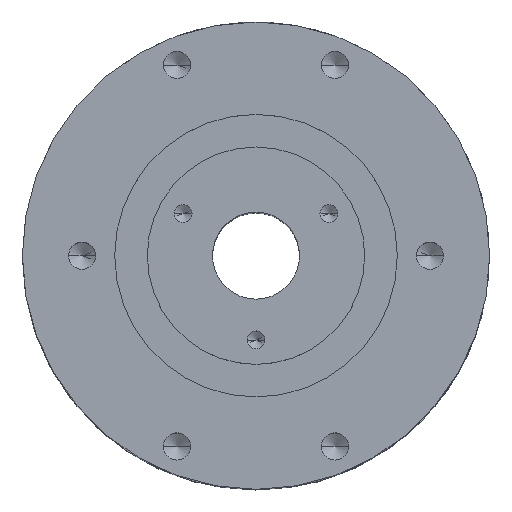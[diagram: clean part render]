
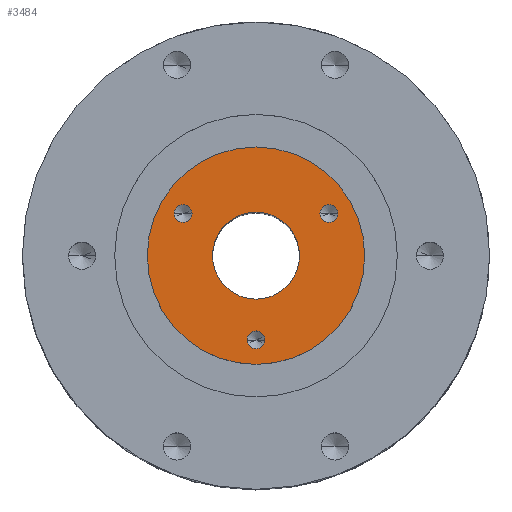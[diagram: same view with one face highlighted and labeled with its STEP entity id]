
A CAD part, top view. The second image highlights one B-rep face of the part: STEP entity #3484.
In plain terms, the highlighted planar face has unit normal (0, 0, 1).
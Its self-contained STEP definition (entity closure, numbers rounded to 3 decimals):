
#6 = EDGE_CURVE ( 'NONE', #1051, #785, #3037, .T. ) ;
#37 = FACE_BOUND ( 'NONE', #1092, .T. ) ;
#38 = CARTESIAN_POINT ( 'NONE',  ( 0., -15.5, 99. ) ) ;
#67 = CARTESIAN_POINT ( 'NONE',  ( -13.423, 7.75, 99. ) ) ;
#70 = ORIENTED_EDGE ( 'NONE', *, *, #2077, .T. ) ;
#173 = CARTESIAN_POINT ( 'NONE',  ( -13.423, 7.75, 99. ) ) ;
#207 = EDGE_LOOP ( 'NONE', ( #3493, #935 ) ) ;
#273 = CIRCLE ( 'NONE', #2920, 1.65 ) ;
#279 = AXIS2_PLACEMENT_3D ( 'NONE', #2973, #1334, #3248 ) ;
#303 = AXIS2_PLACEMENT_3D ( 'NONE', #67, #1969, #343 ) ;
#316 = DIRECTION ( 'NONE',  ( 1., 0., 0. ) ) ;
#319 = DIRECTION ( 'NONE',  ( 1., 0., 0. ) ) ;
#330 = CARTESIAN_POINT ( 'NONE',  ( 0., 0., 99. ) ) ;
#343 = DIRECTION ( 'NONE',  ( 1., 0., 0. ) ) ;
#347 = CARTESIAN_POINT ( 'NONE',  ( 11.773, 7.75, 99. ) ) ;
#356 = CARTESIAN_POINT ( 'NONE',  ( -20., 0., 99. ) ) ;
#379 = AXIS2_PLACEMENT_3D ( 'NONE', #38, #1945, #316 ) ;
#397 = AXIS2_PLACEMENT_3D ( 'NONE', #971, #2862, #1237 ) ;
#444 = DIRECTION ( 'NONE',  ( 1., 0., 0. ) ) ;
#446 = CARTESIAN_POINT ( 'NONE',  ( 13.423, 7.75, 99. ) ) ;
#594 = DIRECTION ( 'NONE',  ( 1., 0., 0. ) ) ;
#636 = CARTESIAN_POINT ( 'NONE',  ( 8., 0., 99. ) ) ;
#650 = EDGE_CURVE ( 'NONE', #1874, #961, #2941, .T. ) ;
#683 = CARTESIAN_POINT ( 'NONE',  ( -1.65, -15.5, 99. ) ) ;
#687 = VERTEX_POINT ( 'NONE', #1256 ) ;
#721 = DIRECTION ( 'NONE',  ( 1., 0., 0. ) ) ;
#765 = AXIS2_PLACEMENT_3D ( 'NONE', #446, #2341, #721 ) ;
#771 = FACE_BOUND ( 'NONE', #2752, .T. ) ;
#785 = VERTEX_POINT ( 'NONE', #1125 ) ;
#879 = ORIENTED_EDGE ( 'NONE', *, *, #2094, .F. ) ;
#883 = AXIS2_PLACEMENT_3D ( 'NONE', #1662, #1949, #319 ) ;
#932 = EDGE_CURVE ( 'NONE', #1198, #2292, #2529, .T. ) ;
#935 = ORIENTED_EDGE ( 'NONE', *, *, #1326, .T. ) ;
#961 = VERTEX_POINT ( 'NONE', #3381 ) ;
#971 = CARTESIAN_POINT ( 'NONE',  ( 13.423, 7.75, 99. ) ) ;
#1011 = VERTEX_POINT ( 'NONE', #1479 ) ;
#1051 = VERTEX_POINT ( 'NONE', #683 ) ;
#1079 = PLANE ( 'NONE',  #883 ) ;
#1092 = EDGE_LOOP ( 'NONE', ( #2624, #2540 ) ) ;
#1107 = DIRECTION ( 'NONE',  ( 0., 0., -1. ) ) ;
#1125 = CARTESIAN_POINT ( 'NONE',  ( 1.65, -15.5, 99. ) ) ;
#1147 = CARTESIAN_POINT ( 'NONE',  ( 0., -15.5, 99. ) ) ;
#1198 = VERTEX_POINT ( 'NONE', #2587 ) ;
#1237 = DIRECTION ( 'NONE',  ( 1., 0., 0. ) ) ;
#1256 = CARTESIAN_POINT ( 'NONE',  ( -8., 0., 99. ) ) ;
#1258 = EDGE_CURVE ( 'NONE', #1011, #2245, #2822, .T. ) ;
#1261 = AXIS2_PLACEMENT_3D ( 'NONE', #173, #2068, #444 ) ;
#1297 = AXIS2_PLACEMENT_3D ( 'NONE', #2718, #1107, #2997 ) ;
#1326 = EDGE_CURVE ( 'NONE', #2657, #687, #3474, .T. ) ;
#1330 = ORIENTED_EDGE ( 'NONE', *, *, #6, .F. ) ;
#1334 = DIRECTION ( 'NONE',  ( 0., 0., 1. ) ) ;
#1376 = DIRECTION ( 'NONE',  ( 0., 0., -1. ) ) ;
#1381 = FACE_BOUND ( 'NONE', #207, .T. ) ;
#1401 = DIRECTION ( 'NONE',  ( 1., 0., 0. ) ) ;
#1479 = CARTESIAN_POINT ( 'NONE',  ( 15.073, 7.75, 99. ) ) ;
#1662 = CARTESIAN_POINT ( 'NONE',  ( 0., 0., 99. ) ) ;
#1717 = CIRCLE ( 'NONE', #303, 1.65 ) ;
#1874 = VERTEX_POINT ( 'NONE', #2646 ) ;
#1945 = DIRECTION ( 'NONE',  ( 0., 0., 1. ) ) ;
#1949 = DIRECTION ( 'NONE',  ( 0., 0., 1. ) ) ;
#1969 = DIRECTION ( 'NONE',  ( 0., 0., 1. ) ) ;
#2036 = EDGE_CURVE ( 'NONE', #687, #2657, #2527, .T. ) ;
#2068 = DIRECTION ( 'NONE',  ( 0., 0., 1. ) ) ;
#2077 = EDGE_CURVE ( 'NONE', #2292, #1198, #2359, .T. ) ;
#2086 = EDGE_CURVE ( 'NONE', #785, #1051, #273, .T. ) ;
#2094 = EDGE_CURVE ( 'NONE', #961, #1874, #1717, .T. ) ;
#2127 = FACE_OUTER_BOUND ( 'NONE', #2576, .T. ) ;
#2222 = DIRECTION ( 'NONE',  ( 0., 0., 1. ) ) ;
#2245 = VERTEX_POINT ( 'NONE', #347 ) ;
#2292 = VERTEX_POINT ( 'NONE', #356 ) ;
#2341 = DIRECTION ( 'NONE',  ( 0., 0., 1. ) ) ;
#2359 = CIRCLE ( 'NONE', #3470, 20. ) ;
#2527 = CIRCLE ( 'NONE', #2725, 8. ) ;
#2529 = CIRCLE ( 'NONE', #279, 20. ) ;
#2540 = ORIENTED_EDGE ( 'NONE', *, *, #3200, .F. ) ;
#2576 = EDGE_LOOP ( 'NONE', ( #3407, #70 ) ) ;
#2587 = CARTESIAN_POINT ( 'NONE',  ( 20., 0., 99. ) ) ;
#2624 = ORIENTED_EDGE ( 'NONE', *, *, #1258, .F. ) ;
#2646 = CARTESIAN_POINT ( 'NONE',  ( -11.773, 7.75, 99. ) ) ;
#2657 = VERTEX_POINT ( 'NONE', #636 ) ;
#2718 = CARTESIAN_POINT ( 'NONE',  ( 0., 0., 99. ) ) ;
#2725 = AXIS2_PLACEMENT_3D ( 'NONE', #3010, #1376, #3283 ) ;
#2734 = EDGE_LOOP ( 'NONE', ( #2986, #1330 ) ) ;
#2752 = EDGE_LOOP ( 'NONE', ( #3108, #879 ) ) ;
#2822 = CIRCLE ( 'NONE', #765, 1.65 ) ;
#2832 = FACE_BOUND ( 'NONE', #2734, .T. ) ;
#2862 = DIRECTION ( 'NONE',  ( 0., 0., 1. ) ) ;
#2920 = AXIS2_PLACEMENT_3D ( 'NONE', #1147, #3040, #1401 ) ;
#2941 = CIRCLE ( 'NONE', #1261, 1.65 ) ;
#2973 = CARTESIAN_POINT ( 'NONE',  ( 0., 0., 99. ) ) ;
#2986 = ORIENTED_EDGE ( 'NONE', *, *, #2086, .F. ) ;
#2997 = DIRECTION ( 'NONE',  ( 1., 0., 0. ) ) ;
#3010 = CARTESIAN_POINT ( 'NONE',  ( 0., 0., 99. ) ) ;
#3037 = CIRCLE ( 'NONE', #379, 1.65 ) ;
#3040 = DIRECTION ( 'NONE',  ( 0., 0., 1. ) ) ;
#3056 = CIRCLE ( 'NONE', #397, 1.65 ) ;
#3108 = ORIENTED_EDGE ( 'NONE', *, *, #650, .F. ) ;
#3200 = EDGE_CURVE ( 'NONE', #2245, #1011, #3056, .T. ) ;
#3248 = DIRECTION ( 'NONE',  ( 1., 0., 0. ) ) ;
#3283 = DIRECTION ( 'NONE',  ( 1., 0., 0. ) ) ;
#3381 = CARTESIAN_POINT ( 'NONE',  ( -15.073, 7.75, 99. ) ) ;
#3407 = ORIENTED_EDGE ( 'NONE', *, *, #932, .T. ) ;
#3470 = AXIS2_PLACEMENT_3D ( 'NONE', #330, #2222, #594 ) ;
#3474 = CIRCLE ( 'NONE', #1297, 8. ) ;
#3484 = ADVANCED_FACE ( 'NONE', ( #37, #771, #2832, #2127, #1381 ), #1079, .T. ) ;
#3493 = ORIENTED_EDGE ( 'NONE', *, *, #2036, .T. ) ;
